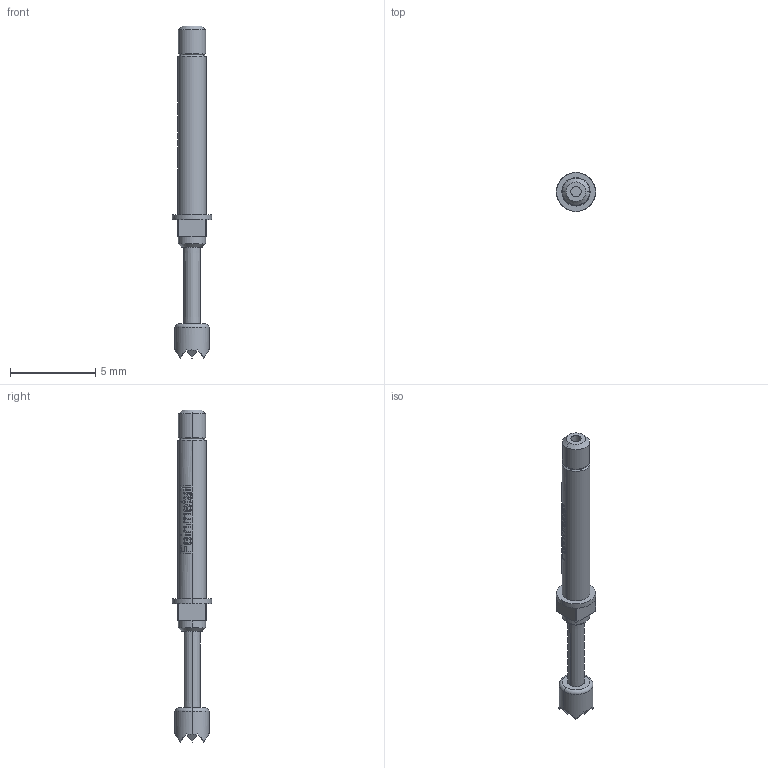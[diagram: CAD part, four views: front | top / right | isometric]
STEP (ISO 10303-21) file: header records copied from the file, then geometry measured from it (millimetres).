
FILE_DESCRIPTION (( 'STEP AP214' ), '1' );
FILE_NAME ('MOD-1051111-F72406B200G150.STEP', '2023-01-17T09:51:30', ( '' ), ( '' ), 'SwSTEP 2.0', 'SolidWorks 2020', '' );
FILE_SCHEMA (( 'AUTOMOTIVE_DESIGN' ));
Length unit declared in the file: millimetre
Products named in the file (1): MOD-1051111-F72406B200G150
Bounding box: 2.3 x 2.3 x 19.53 mm (x, y, z)
Volume: 36.8 mm3; surface area: 111.5 mm2
Topology: 1 solids, 1 shells, 101 faces, 316 edges, 225 vertices
Faces by surface type: plane 49, cylinder 36, cone 14, torus 2
Entity records: 4977 total; most frequent: CARTESIAN_POINT 1313, ORIENTED_EDGE 632, DIRECTION 509, EDGE_CURVE 316, VERTEX_POINT 225, AXIS2_PLACEMENT_3D 184, LINE 141, VECTOR 141
